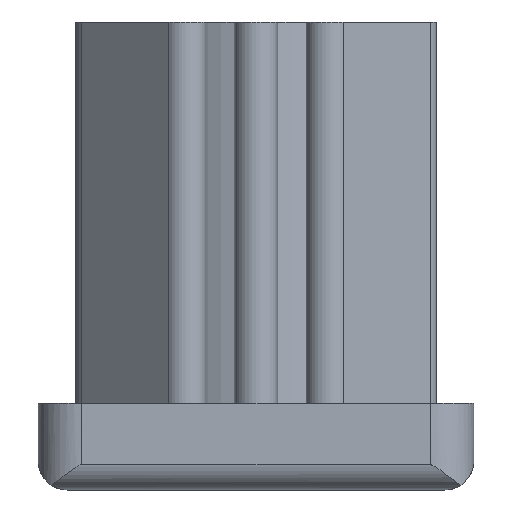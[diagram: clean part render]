
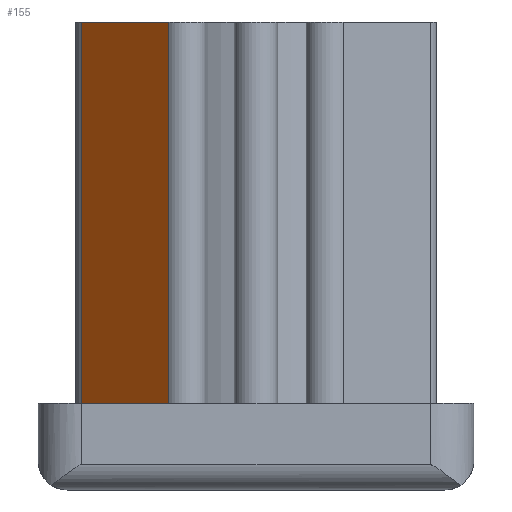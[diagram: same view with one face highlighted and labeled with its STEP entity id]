
A CAD part, left-side view. The second image highlights one B-rep face of the part: STEP entity #155.
In plain terms, the highlighted planar face has unit normal (-0.707, 0.707, 0).
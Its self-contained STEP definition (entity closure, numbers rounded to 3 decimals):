
#155 = ADVANCED_FACE( '', ( #340 ), #341, .F. );
#340 = FACE_OUTER_BOUND( '', #555, .T. );
#341 = PLANE( '', #556 );
#555 = EDGE_LOOP( '', ( #927, #928, #929, #930 ) );
#556 = AXIS2_PLACEMENT_3D( '', #931, #932, #933 );
#927 = ORIENTED_EDGE( '', *, *, #1450, .T. );
#928 = ORIENTED_EDGE( '', *, *, #1451, .T. );
#929 = ORIENTED_EDGE( '', *, *, #1452, .F. );
#930 = ORIENTED_EDGE( '', *, *, #1453, .F. );
#931 = CARTESIAN_POINT( '', ( -8., 16., 43. ) );
#932 = DIRECTION( '', ( 0.707, -0.707, 0. ) );
#933 = DIRECTION( '', ( 0.707, 0.707, 0. ) );
#1450 = EDGE_CURVE( '', #1799, #1800, #1801, .T. );
#1451 = EDGE_CURVE( '', #1800, #1802, #1803, .T. );
#1452 = EDGE_CURVE( '', #1804, #1802, #1805, .T. );
#1453 = EDGE_CURVE( '', #1799, #1804, #1806, .T. );
#1799 = VERTEX_POINT( '', #2369 );
#1800 = VERTEX_POINT( '', #2370 );
#1801 = LINE( '', #2371, #2372 );
#1802 = VERTEX_POINT( '', #2373 );
#1803 = LINE( '', #2374, #2375 );
#1804 = VERTEX_POINT( '', #2376 );
#1805 = LINE( '', #2377, #2378 );
#1806 = LINE( '', #2379, #2380 );
#2369 = CARTESIAN_POINT( '', ( -8., 16., 43. ) );
#2370 = CARTESIAN_POINT( '', ( -8., 16., 8. ) );
#2371 = CARTESIAN_POINT( '', ( -8., 16., 43. ) );
#2372 = VECTOR( '', #2723, 1000. );
#2373 = CARTESIAN_POINT( '', ( -16., 8., 8. ) );
#2374 = CARTESIAN_POINT( '', ( -8., 16., 8. ) );
#2375 = VECTOR( '', #2724, 1000. );
#2376 = CARTESIAN_POINT( '', ( -16., 8., 43. ) );
#2377 = CARTESIAN_POINT( '', ( -16., 8., 43. ) );
#2378 = VECTOR( '', #2725, 1000. );
#2379 = CARTESIAN_POINT( '', ( -8., 16., 43. ) );
#2380 = VECTOR( '', #2726, 1000. );
#2723 = DIRECTION( '', ( 0., 0., -1. ) );
#2724 = DIRECTION( '', ( -0.707, -0.707, 0. ) );
#2725 = DIRECTION( '', ( 0., 0., -1. ) );
#2726 = DIRECTION( '', ( -0.707, -0.707, 0. ) );
